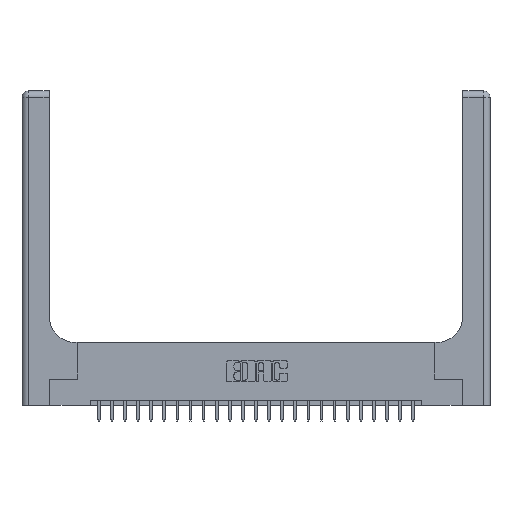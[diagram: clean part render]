
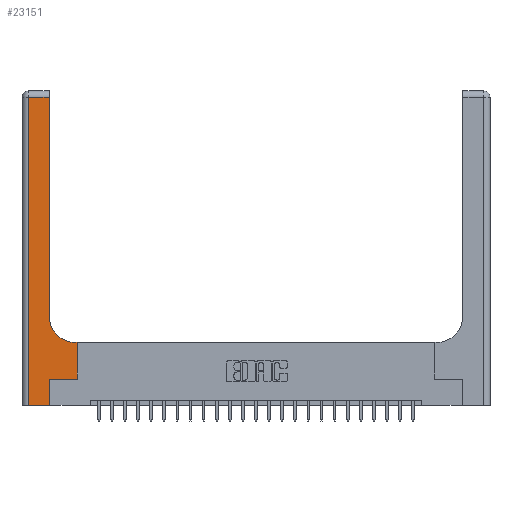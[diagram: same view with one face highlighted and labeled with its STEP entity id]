
A CAD part, top view. The second image highlights one B-rep face of the part: STEP entity #23151.
In plain terms, the highlighted planar face has unit normal (0, 0, 1).
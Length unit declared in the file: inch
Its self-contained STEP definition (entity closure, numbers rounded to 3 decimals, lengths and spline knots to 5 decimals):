
#149 = CARTESIAN_POINT ( 'NONE',  ( 0.26, 0.6, 0.37 ) ) ;
#817 = EDGE_CURVE ( 'NONE', #15601, #20995, #5364, .T. ) ;
#823 = DIRECTION ( 'NONE',  ( 0., 1., 0. ) ) ;
#890 = LINE ( 'NONE', #23467, #18710 ) ;
#900 = CARTESIAN_POINT ( 'NONE',  ( 0.265, 0., 0.37 ) ) ;
#1157 = CARTESIAN_POINT ( 'NONE',  ( 0.265, 0., 0.37 ) ) ;
#1354 = DIRECTION ( 'NONE',  ( 0., 1., 0. ) ) ;
#1469 = CARTESIAN_POINT ( 'NONE',  ( 0.06, 2.94, 0.37 ) ) ;
#1727 = CARTESIAN_POINT ( 'NONE',  ( 0.06, 3., 0.37 ) ) ;
#1969 = CARTESIAN_POINT ( 'NONE',  ( 0.51, 0.6, 0.37 ) ) ;
#2806 = CARTESIAN_POINT ( 'NONE',  ( 0., 3., 0.37 ) ) ;
#3661 = LINE ( 'NONE', #12377, #18328 ) ;
#4006 = AXIS2_PLACEMENT_3D ( 'NONE', #2806, #8192, #21212 ) ;
#4669 = ORIENTED_EDGE ( 'NONE', *, *, #11511, .T. ) ;
#5142 = CARTESIAN_POINT ( 'NONE',  ( 0.265, 0.25, 0.37 ) ) ;
#5364 = LINE ( 'NONE', #5142, #10505 ) ;
#5412 = VERTEX_POINT ( 'NONE', #900 ) ;
#6073 = DIRECTION ( 'NONE',  ( 1., 0., 0. ) ) ;
#6217 = CARTESIAN_POINT ( 'NONE',  ( 0.528, 0.25, 0.37 ) ) ;
#6221 = CARTESIAN_POINT ( 'NONE',  ( 0.26, 0.85, 0.37 ) ) ;
#6772 = CARTESIAN_POINT ( 'NONE',  ( 0.06, 0., 0.37 ) ) ;
#7249 = DIRECTION ( 'NONE',  ( 0., -1., 0. ) ) ;
#7262 = ORIENTED_EDGE ( 'NONE', *, *, #817, .T. ) ;
#7349 = VERTEX_POINT ( 'NONE', #18702 ) ;
#7782 = CARTESIAN_POINT ( 'NONE',  ( 0.265, 0.25, 0.37 ) ) ;
#7997 = ORIENTED_EDGE ( 'NONE', *, *, #17582, .T. ) ;
#8192 = DIRECTION ( 'NONE',  ( 0., 0., -1. ) ) ;
#8212 = VECTOR ( 'NONE', #823, 39.37008 ) ;
#8628 = EDGE_CURVE ( 'NONE', #9015, #22645, #19826, .T. ) ;
#8829 = DIRECTION ( 'NONE',  ( 1., 0., 0. ) ) ;
#9015 = VERTEX_POINT ( 'NONE', #1469 ) ;
#9115 = EDGE_CURVE ( 'NONE', #22645, #5412, #11181, .T. ) ;
#9554 = DIRECTION ( 'NONE',  ( -1., 0., 0. ) ) ;
#9573 = VERTEX_POINT ( 'NONE', #6221 ) ;
#10216 = AXIS2_PLACEMENT_3D ( 'NONE', #15226, #15520, #6073 ) ;
#10505 = VECTOR ( 'NONE', #8829, 39.37008 ) ;
#11181 = LINE ( 'NONE', #20200, #17481 ) ;
#11511 = EDGE_CURVE ( 'NONE', #20995, #18736, #22313, .T. ) ;
#12377 = CARTESIAN_POINT ( 'NONE',  ( 0., 2.94, 0.37 ) ) ;
#12389 = DIRECTION ( 'NONE',  ( 0., 1., 0. ) ) ;
#12541 = DIRECTION ( 'NONE',  ( -1., 0., 0. ) ) ;
#12593 = EDGE_CURVE ( 'NONE', #16649, #9573, #15908, .T. ) ;
#12618 = ORIENTED_EDGE ( 'NONE', *, *, #12593, .T. ) ;
#13400 = EDGE_CURVE ( 'NONE', #7349, #9015, #3661, .T. ) ;
#13402 = ORIENTED_EDGE ( 'NONE', *, *, #9115, .T. ) ;
#14600 = CARTESIAN_POINT ( 'NONE',  ( 0.528, 0.6, 0.37 ) ) ;
#14667 = VECTOR ( 'NONE', #7249, 39.37008 ) ;
#14766 = VECTOR ( 'NONE', #9554, 39.37008 ) ;
#14900 = VECTOR ( 'NONE', #12389, 39.37008 ) ;
#15226 = CARTESIAN_POINT ( 'NONE',  ( 0.51, 0.85, 0.37 ) ) ;
#15520 = DIRECTION ( 'NONE',  ( 0., 0., -1. ) ) ;
#15601 = VERTEX_POINT ( 'NONE', #7782 ) ;
#15620 = EDGE_CURVE ( 'NONE', #18736, #16649, #19902, .T. ) ;
#15908 = CIRCLE ( 'NONE', #10216, 0.25 ) ;
#16649 = VERTEX_POINT ( 'NONE', #1969 ) ;
#17154 = LINE ( 'NONE', #1157, #14900 ) ;
#17334 = PLANE ( 'NONE',  #4006 ) ;
#17481 = VECTOR ( 'NONE', #22648, 39.37008 ) ;
#17582 = EDGE_CURVE ( 'NONE', #9573, #7349, #890, .T. ) ;
#17658 = ORIENTED_EDGE ( 'NONE', *, *, #15620, .T. ) ;
#18160 = ORIENTED_EDGE ( 'NONE', *, *, #22655, .T. ) ;
#18328 = VECTOR ( 'NONE', #12541, 39.37008 ) ;
#18418 = CARTESIAN_POINT ( 'NONE',  ( 0.528, 0.25, 0.37 ) ) ;
#18585 = FACE_OUTER_BOUND ( 'NONE', #23481, .T. ) ;
#18702 = CARTESIAN_POINT ( 'NONE',  ( 0.26, 2.94, 0.37 ) ) ;
#18710 = VECTOR ( 'NONE', #1354, 39.37008 ) ;
#18736 = VERTEX_POINT ( 'NONE', #14600 ) ;
#19826 = LINE ( 'NONE', #1727, #14667 ) ;
#19902 = LINE ( 'NONE', #149, #14766 ) ;
#20200 = CARTESIAN_POINT ( 'NONE',  ( 0., 0., 0.37 ) ) ;
#20995 = VERTEX_POINT ( 'NONE', #18418 ) ;
#21212 = DIRECTION ( 'NONE',  ( -1., 0., 0. ) ) ;
#22313 = LINE ( 'NONE', #6217, #8212 ) ;
#22645 = VERTEX_POINT ( 'NONE', #6772 ) ;
#22648 = DIRECTION ( 'NONE',  ( 1., 0., 0. ) ) ;
#22655 = EDGE_CURVE ( 'NONE', #5412, #15601, #17154, .T. ) ;
#22678 = ORIENTED_EDGE ( 'NONE', *, *, #8628, .T. ) ;
#22911 = ORIENTED_EDGE ( 'NONE', *, *, #13400, .T. ) ;
#23151 = ADVANCED_FACE ( 'NONE', ( #18585 ), #17334, .F. ) ;
#23467 = CARTESIAN_POINT ( 'NONE',  ( 0.26, 3., 0.37 ) ) ;
#23481 = EDGE_LOOP ( 'NONE', ( #7997, #22911, #22678, #13402, #18160, #7262, #4669, #17658, #12618 ) ) ;
